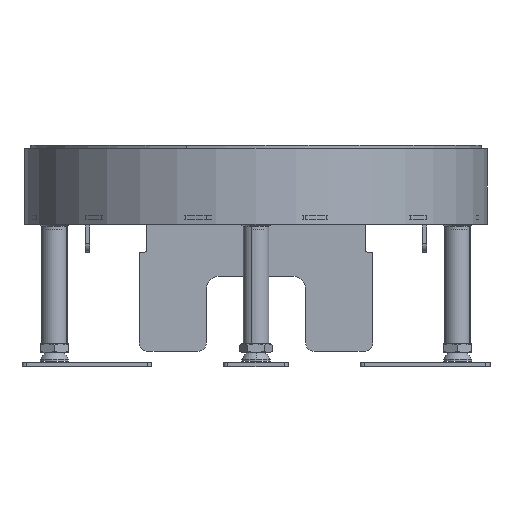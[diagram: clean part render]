
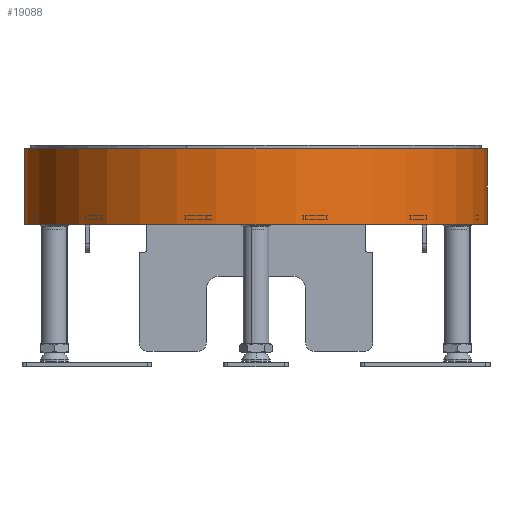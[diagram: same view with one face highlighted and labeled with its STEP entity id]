
A CAD part, front view. The second image highlights one B-rep face of the part: STEP entity #19088.
In plain terms, the highlighted cylindrical face has radius 107 mm (diameter 214 mm), a partial arc.
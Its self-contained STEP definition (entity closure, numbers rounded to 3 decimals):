
#18182=CARTESIAN_POINT('',(0.,0.,0.));
#18183=DIRECTION('',(0.,0.,-1.));
#18184=DIRECTION('',(0.,-1.,0.));
#18185=AXIS2_PLACEMENT_3D('',#18182,#18183,#18184);
#18187=CARTESIAN_POINT('',(0.,0.,35.));
#18188=DIRECTION('',(0.,0.,1.));
#18189=DIRECTION('',(0.,1.,0.));
#18190=AXIS2_PLACEMENT_3D('',#18187,#18188,#18189);
#18192=DIRECTION('',(0.,0.,1.));
#18193=VECTOR('',#18192,5.1);
#18194=CARTESIAN_POINT('',(-0.051,-107.,29.9));
#18195=LINE('',#18194,#18193);
#18196=CARTESIAN_POINT('',(0.958,-106.996,28.9));
#18197=CARTESIAN_POINT('',(0.402,-107.001,
28.95));
#18198=CARTESIAN_POINT('',(0.066,-107.,
29.283));
#18199=CARTESIAN_POINT('',(-0.051,-107.,29.9));
#18201=CARTESIAN_POINT('',(3.985,-106.926,29.9));
#18202=CARTESIAN_POINT('',(3.935,-106.928,
29.35));
#18203=CARTESIAN_POINT('',(3.599,-106.941,
29.017));
#18204=CARTESIAN_POINT('',(2.976,-106.959,28.9));
#18206=DIRECTION('',(0.,0.,-1.));
#18207=VECTOR('',#18206,1.);
#18208=CARTESIAN_POINT('',(3.985,-106.926,30.9));
#18209=LINE('',#18208,#18207);
#18210=CARTESIAN_POINT('',(4.993,-106.883,31.9));
#18211=CARTESIAN_POINT('',(4.438,-106.909,
31.85));
#18212=CARTESIAN_POINT('',(4.102,-106.921,
31.517));
#18213=CARTESIAN_POINT('',(3.985,-106.926,30.9));
#18215=CARTESIAN_POINT('',(7.714,-106.722,30.9));
#18216=CARTESIAN_POINT('',(7.664,-106.725,
31.45));
#18217=CARTESIAN_POINT('',(7.328,-106.751,
31.783));
#18218=CARTESIAN_POINT('',(6.707,-106.79,31.9));
#18220=DIRECTION('',(0.,0.,1.));
#18221=VECTOR('',#18220,8.8);
#18222=CARTESIAN_POINT('',(7.714,-106.722,22.1));
#18223=LINE('',#18222,#18221);
#18224=CARTESIAN_POINT('',(6.707,-106.79,21.1));
#18225=CARTESIAN_POINT('',(7.261,-106.755,
21.15));
#18226=CARTESIAN_POINT('',(7.597,-106.73,
21.483));
#18227=CARTESIAN_POINT('',(7.714,-106.722,22.1));
#18229=CARTESIAN_POINT('',(3.985,-106.926,22.1));
#18230=CARTESIAN_POINT('',(4.035,-106.924,
21.55));
#18231=CARTESIAN_POINT('',(4.371,-106.912,
21.217));
#18232=CARTESIAN_POINT('',(4.993,-106.883,21.1));
#18234=DIRECTION('',(0.,0.,-1.));
#18235=VECTOR('',#18234,1.);
#18236=CARTESIAN_POINT('',(3.985,-106.926,23.1));
#18237=LINE('',#18236,#18235);
#18238=CARTESIAN_POINT('',(2.976,-106.959,24.1));
#18239=CARTESIAN_POINT('',(3.532,-106.943,
24.05));
#18240=CARTESIAN_POINT('',(3.868,-106.93,
23.717));
#18241=CARTESIAN_POINT('',(3.985,-106.926,23.1));
#18243=CARTESIAN_POINT('',(-0.051,-107.,23.1));
#18244=CARTESIAN_POINT('',(-0.001,-107.,
23.65));
#18245=CARTESIAN_POINT('',(0.336,-107.001,
23.983));
#18246=CARTESIAN_POINT('',(0.958,-106.996,24.1));
#18248=DIRECTION('',(0.,0.,1.));
#18249=VECTOR('',#18248,23.1);
#18250=CARTESIAN_POINT('',(-0.051,-107.,
0.));
#18251=LINE('',#18250,#18249);
#18277=CARTESIAN_POINT('',(0.,0.,24.1));
#18278=DIRECTION('',(0.,0.,-1.));
#18279=DIRECTION('',(0.028,-1.,0.));
#18280=AXIS2_PLACEMENT_3D('',#18277,#18278,#18279);
#18303=CARTESIAN_POINT('',(0.,0.,21.1));
#18304=DIRECTION('',(0.,0.,-1.));
#18305=DIRECTION('',(0.063,-0.998,0.));
#18306=AXIS2_PLACEMENT_3D('',#18303,#18304,#18305);
#18329=CARTESIAN_POINT('',(0.,0.,31.9));
#18330=DIRECTION('',(0.,0.,1.));
#18331=DIRECTION('',(0.047,-0.999,0.));
#18332=AXIS2_PLACEMENT_3D('',#18329,#18330,#18331);
#18792=DIRECTION('',(0.,0.,1.));
#18793=VECTOR('',#18792,35.);
#18794=CARTESIAN_POINT('',(-0.05,107.,
0.));
#18795=LINE('',#18794,#18793);
#18813=CARTESIAN_POINT('',(0.,0.,28.9));
#18814=DIRECTION('',(0.,0.,1.));
#18815=DIRECTION('',(0.009,-1.,0.));
#18816=AXIS2_PLACEMENT_3D('',#18813,#18814,#18815);
#18819=CARTESIAN_POINT('',(7.714,-106.722,22.1));
#18821=VERTEX_POINT('',#18819);
#18828=VERTEX_POINT('',#18215);
#18829=VERTEX_POINT('',#18218);
#18832=VERTEX_POINT('',#18210);
#18833=VERTEX_POINT('',#18213);
#18839=CARTESIAN_POINT('',(4.993,-106.883,21.1));
#18841=VERTEX_POINT('',#18839);
#18847=CARTESIAN_POINT('',(3.985,-106.926,23.1));
#18849=VERTEX_POINT('',#18847);
#18850=CARTESIAN_POINT('',(3.985,-106.926,22.1));
#18851=VERTEX_POINT('',#18850);
#18852=CARTESIAN_POINT('',(-0.051,-107.,23.1));
#18854=VERTEX_POINT('',#18852);
#18875=CARTESIAN_POINT('',(-0.051,-107.,29.9));
#18876=VERTEX_POINT('',#18875);
#18877=CARTESIAN_POINT('',(-0.051,-107.,35.));
#18878=VERTEX_POINT('',#18877);
#18879=CARTESIAN_POINT('',(3.985,-106.926,29.9));
#18880=VERTEX_POINT('',#18879);
#18881=CARTESIAN_POINT('',(0.958,-106.996,28.9));
#18882=CARTESIAN_POINT('',(2.976,-106.959,28.9));
#18883=VERTEX_POINT('',#18881);
#18884=VERTEX_POINT('',#18882);
#18914=CARTESIAN_POINT('',(2.976,-106.959,24.1));
#18915=VERTEX_POINT('',#18914);
#18916=CARTESIAN_POINT('',(0.958,-106.996,24.1));
#18917=VERTEX_POINT('',#18916);
#18922=VERTEX_POINT('',#18224);
#18923=CARTESIAN_POINT('',(-0.051,-107.,
0.));
#18924=VERTEX_POINT('',#18923);
#18944=CARTESIAN_POINT('',(-0.05,107.,35.));
#18946=VERTEX_POINT('',#18944);
#18954=CARTESIAN_POINT('',(-0.05,107.,
0.));
#18956=VERTEX_POINT('',#18954);
#19044=CARTESIAN_POINT('',(0.,0.,359.971));
#19045=DIRECTION('',(0.,0.,-1.));
#19046=DIRECTION('',(-1.,0.,0.));
#19047=AXIS2_PLACEMENT_3D('',#19044,#19045,#19046);
#19048=CYLINDRICAL_SURFACE('',#19047,107.);
#19050=ORIENTED_EDGE('',*,*,#19049,.T.);
#19052=ORIENTED_EDGE('',*,*,#19051,.T.);
#19054=ORIENTED_EDGE('',*,*,#19053,.T.);
#19056=ORIENTED_EDGE('',*,*,#19055,.F.);
#19058=ORIENTED_EDGE('',*,*,#19057,.F.);
#19060=ORIENTED_EDGE('',*,*,#19059,.T.);
#19061=ORIENTED_EDGE('',*,*,#19034,.F.);
#19062=ORIENTED_EDGE('',*,*,#19004,.F.);
#19063=ORIENTED_EDGE('',*,*,#18989,.F.);
#19065=ORIENTED_EDGE('',*,*,#19064,.T.);
#19067=ORIENTED_EDGE('',*,*,#19066,.F.);
#19069=ORIENTED_EDGE('',*,*,#19068,.F.);
#19071=ORIENTED_EDGE('',*,*,#19070,.F.);
#19073=ORIENTED_EDGE('',*,*,#19072,.T.);
#19075=ORIENTED_EDGE('',*,*,#19074,.F.);
#19077=ORIENTED_EDGE('',*,*,#19076,.F.);
#19079=ORIENTED_EDGE('',*,*,#19078,.F.);
#19081=ORIENTED_EDGE('',*,*,#19080,.T.);
#19083=ORIENTED_EDGE('',*,*,#19082,.F.);
#19085=ORIENTED_EDGE('',*,*,#19084,.F.);
#19086=EDGE_LOOP('',(#19050,#19052,#19054,#19056,#19058,#19060,#19061,#19062,
#19063,#19065,#19067,#19069,#19071,#19073,#19075,#19077,#19079,#19081,#19083,
#19085));
#19087=FACE_OUTER_BOUND('',#19086,.F.);
#19088=ADVANCED_FACE('',(#19087),#19048,.T.);
#18186=CIRCLE('',#18185,107.);
#18191=CIRCLE('',#18190,107.);
#18200=B_SPLINE_CURVE_WITH_KNOTS('',3,(#18196,#18197,#18198,#18199),
.UNSPECIFIED.,.F.,.F.,(4,4),(0.,1.),.UNSPECIFIED.);
#18205=B_SPLINE_CURVE_WITH_KNOTS('',3,(#18201,#18202,#18203,#18204),
.UNSPECIFIED.,.F.,.F.,(4,4),(0.,1.),.UNSPECIFIED.);
#18214=B_SPLINE_CURVE_WITH_KNOTS('',3,(#18210,#18211,#18212,#18213),
.UNSPECIFIED.,.F.,.F.,(4,4),(0.,1.),.UNSPECIFIED.);
#18219=B_SPLINE_CURVE_WITH_KNOTS('',3,(#18215,#18216,#18217,#18218),
.UNSPECIFIED.,.F.,.F.,(4,4),(0.,1.),.UNSPECIFIED.);
#18228=B_SPLINE_CURVE_WITH_KNOTS('',3,(#18224,#18225,#18226,#18227),
.UNSPECIFIED.,.F.,.F.,(4,4),(0.,1.),.UNSPECIFIED.);
#18233=B_SPLINE_CURVE_WITH_KNOTS('',3,(#18229,#18230,#18231,#18232),
.UNSPECIFIED.,.F.,.F.,(4,4),(0.,1.),.UNSPECIFIED.);
#18242=B_SPLINE_CURVE_WITH_KNOTS('',3,(#18238,#18239,#18240,#18241),
.UNSPECIFIED.,.F.,.F.,(4,4),(0.,1.),.UNSPECIFIED.);
#18247=B_SPLINE_CURVE_WITH_KNOTS('',3,(#18243,#18244,#18245,#18246),
.UNSPECIFIED.,.F.,.F.,(4,4),(0.,1.),.UNSPECIFIED.);
#18281=CIRCLE('',#18280,107.);
#18307=CIRCLE('',#18306,107.);
#18333=CIRCLE('',#18332,107.);
#18817=CIRCLE('',#18816,107.);
#18989=EDGE_CURVE('',#18832,#18833,#18214,.T.);
#19004=EDGE_CURVE('',#18833,#18880,#18209,.T.);
#19034=EDGE_CURVE('',#18880,#18884,#18205,.T.);
#19049=EDGE_CURVE('',#18924,#18956,#18186,.T.);
#19051=EDGE_CURVE('',#18956,#18946,#18795,.T.);
#19053=EDGE_CURVE('',#18946,#18878,#18191,.T.);
#19055=EDGE_CURVE('',#18876,#18878,#18195,.T.);
#19057=EDGE_CURVE('',#18883,#18876,#18200,.T.);
#19059=EDGE_CURVE('',#18883,#18884,#18817,.T.);
#19064=EDGE_CURVE('',#18832,#18829,#18333,.T.);
#19066=EDGE_CURVE('',#18828,#18829,#18219,.T.);
#19068=EDGE_CURVE('',#18821,#18828,#18223,.T.);
#19070=EDGE_CURVE('',#18922,#18821,#18228,.T.);
#19072=EDGE_CURVE('',#18922,#18841,#18307,.T.);
#19074=EDGE_CURVE('',#18851,#18841,#18233,.T.);
#19076=EDGE_CURVE('',#18849,#18851,#18237,.T.);
#19078=EDGE_CURVE('',#18915,#18849,#18242,.T.);
#19080=EDGE_CURVE('',#18915,#18917,#18281,.T.);
#19082=EDGE_CURVE('',#18854,#18917,#18247,.T.);
#19084=EDGE_CURVE('',#18924,#18854,#18251,.T.);
